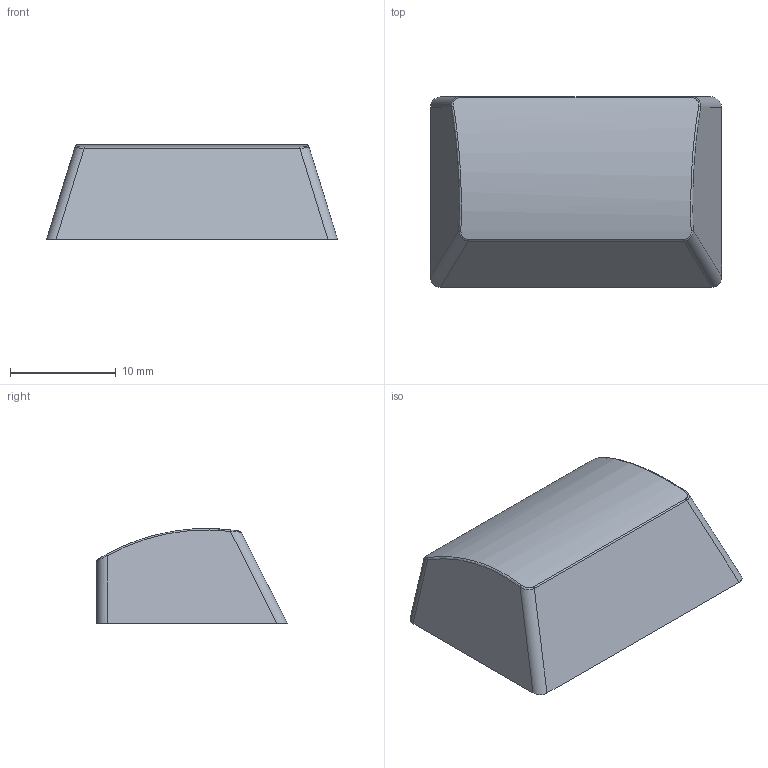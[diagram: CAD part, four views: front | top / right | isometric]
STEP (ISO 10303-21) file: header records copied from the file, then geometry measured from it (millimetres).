
FILE_DESCRIPTION(('FreeCAD Model'),'2;1');
FILE_NAME('Open CASCADE Shape Model','2023-07-20T22:50:07',( 'kicad StepUp'),('ksu MCAD'),'Open CASCADE STEP processor 7.6', 'FreeCAD','Unknown');
FILE_SCHEMA(('AUTOMOTIVE_DESIGN { 1 0 10303 214 1 1 1 1 }'));
Length unit declared in the file: millimetre
Products named in the file (1): convex_1_5u
Bounding box: 27.57 x 18.05 x 8.99 mm (x, y, z)
Volume: 1031.6 mm3; surface area: 2111 mm2
Topology: 1 solids, 1 shells, 42 faces, 103 edges, 66 vertices
Faces by surface type: plane 20, bspline 14, cylinder 8
Full cylindrical faces by diameter (mm): 5 x1
Entity records: 1902 total; most frequent: CARTESIAN_POINT 1005, ORIENTED_EDGE 206, DIRECTION 142, EDGE_CURVE 103, VERTEX_POINT 66, LINE 58, VECTOR 58, FACE_BOUND 45
